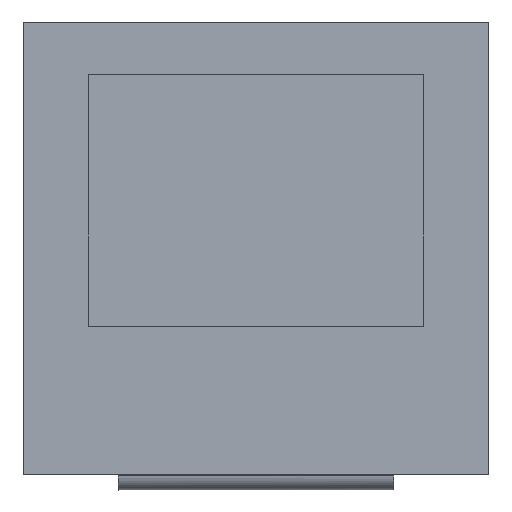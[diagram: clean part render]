
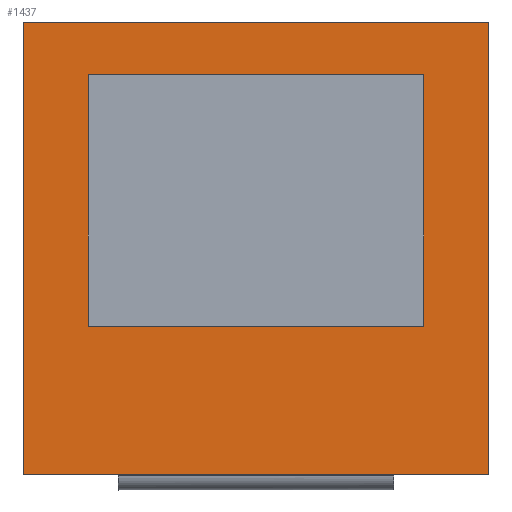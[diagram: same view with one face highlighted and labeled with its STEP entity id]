
A CAD part, top view. The second image highlights one B-rep face of the part: STEP entity #1437.
In plain terms, the highlighted planar face has unit normal (0, 0, 1).
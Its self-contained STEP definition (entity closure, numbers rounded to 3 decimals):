
#1308 = VERTEX_POINT('',#1309);
#1309 = CARTESIAN_POINT('',(-9.3,-9.05,1.45));
#1315 = EDGE_CURVE('',#1308,#1316,#1318,.T.);
#1316 = VERTEX_POINT('',#1317);
#1317 = CARTESIAN_POINT('',(9.3,-9.05,1.45));
#1318 = LINE('',#1319,#1320);
#1319 = CARTESIAN_POINT('',(-9.3,-9.05,1.45));
#1320 = VECTOR('',#1321,1.);
#1321 = DIRECTION('',(1.,0.,0.));
#1346 = EDGE_CURVE('',#1316,#1347,#1349,.T.);
#1347 = VERTEX_POINT('',#1348);
#1348 = CARTESIAN_POINT('',(9.3,9.05,1.45));
#1349 = LINE('',#1350,#1351);
#1350 = CARTESIAN_POINT('',(9.3,-9.05,1.45));
#1351 = VECTOR('',#1352,1.);
#1352 = DIRECTION('',(0.,1.,0.));
#1377 = EDGE_CURVE('',#1347,#1378,#1380,.T.);
#1378 = VERTEX_POINT('',#1379);
#1379 = CARTESIAN_POINT('',(-9.3,9.05,1.45));
#1380 = LINE('',#1381,#1382);
#1381 = CARTESIAN_POINT('',(9.3,9.05,1.45));
#1382 = VECTOR('',#1383,1.);
#1383 = DIRECTION('',(-1.,0.,0.));
#1408 = EDGE_CURVE('',#1378,#1308,#1409,.T.);
#1409 = LINE('',#1410,#1411);
#1410 = CARTESIAN_POINT('',(-9.3,9.05,1.45));
#1411 = VECTOR('',#1412,1.);
#1412 = DIRECTION('',(0.,-1.,0.));
#1437 = ADVANCED_FACE('',(#1438),#1444,.F.);
#1438 = FACE_BOUND('',#1439,.T.);
#1439 = EDGE_LOOP('',(#1440,#1441,#1442,#1443));
#1440 = ORIENTED_EDGE('',*,*,#1315,.T.);
#1441 = ORIENTED_EDGE('',*,*,#1346,.T.);
#1442 = ORIENTED_EDGE('',*,*,#1377,.T.);
#1443 = ORIENTED_EDGE('',*,*,#1408,.T.);
#1444 = PLANE('',#1445);
#1445 = AXIS2_PLACEMENT_3D('',#1446,#1447,#1448);
#1446 = CARTESIAN_POINT('',(-9.3,-9.05,1.45));
#1447 = DIRECTION('',(0.,0.,-1.));
#1448 = DIRECTION('',(-1.,0.,0.));
